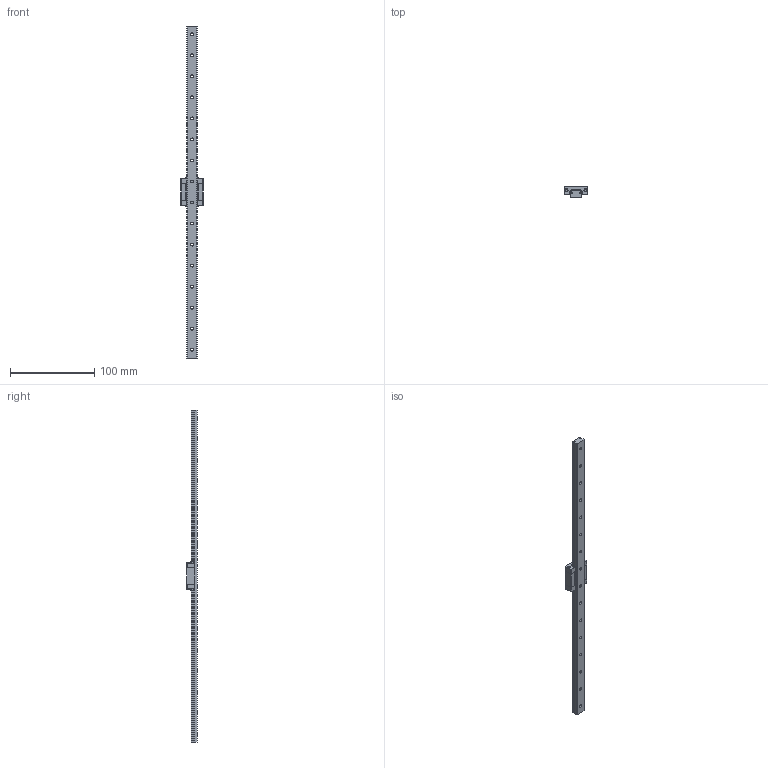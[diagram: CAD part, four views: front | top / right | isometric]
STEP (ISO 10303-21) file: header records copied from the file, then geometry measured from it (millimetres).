
FILE_DESCRIPTION( ( 'STEP AP203' ), ' ' );
FILE_NAME( 'SSEBZ13-395.stp', '2017-04-25T23:40:28', ( '' ), ( '' ), ' ', 'PARTsolutions', ' ' );
FILE_SCHEMA( ( 'CONFIG_CONTROL_DESIGN' ) );
Length unit declared in the file: millimetre
Products named in the file (3): SSEBZ13-395; _SSEBZ13-395_r; _SSEBZ13_b
Assembly tree (2 placements, depth 2):
  SSEBZ13-395
    _SSEBZ13-395_r
    _SSEBZ13_b
Bounding box: 27 x 13 x 395 mm (x, y, z)
Volume: 37631.3 mm3; surface area: 22807.5 mm2
Topology: 2 solids, 2 shells, 310 faces, 856 edges, 570 vertices
Faces by surface type: plane 218, cylinder 84, cone 8
Full cylindrical faces by diameter (mm): 2.459 x4, 3 x4, 3.5 x16, 6 x16
Entity records: 9694 total; most frequent: CARTESIAN_POINT 1675, DIRECTION 1596, ORIENTED_EDGE 1596, EDGE_CURVE 798, LINE 626, VECTOR 626, VERTEX_POINT 564, AXIS2_PLACEMENT_3D 485
